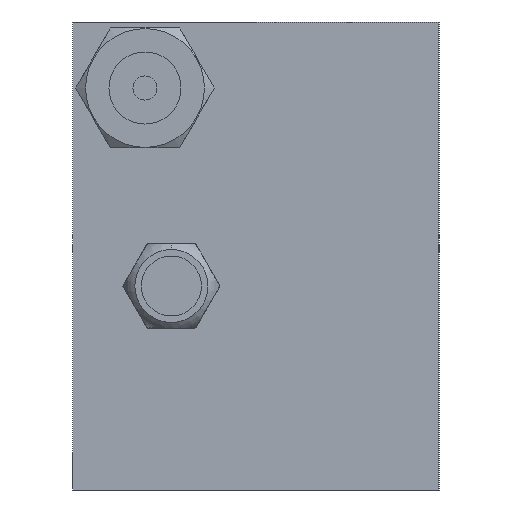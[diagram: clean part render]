
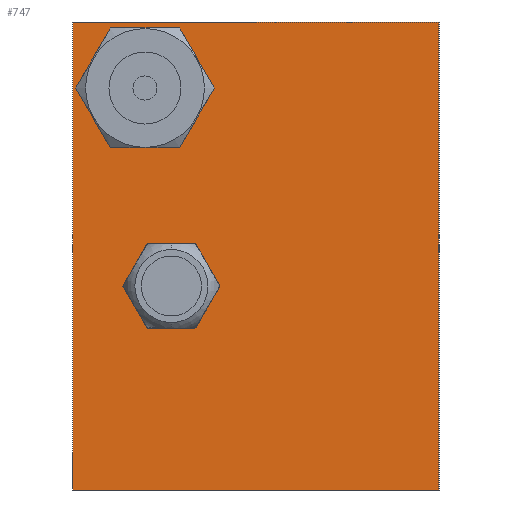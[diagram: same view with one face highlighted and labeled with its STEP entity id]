
A CAD part, left-side view. The second image highlights one B-rep face of the part: STEP entity #747.
In plain terms, the highlighted planar face has unit normal (-1, 0, 0).
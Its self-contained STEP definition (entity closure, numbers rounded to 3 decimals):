
#205 = CIRCLE ( 'NONE', #1044, 2.525 ) ;
#227 = LINE ( 'NONE', #6190, #242 ) ;
#242 = VECTOR ( 'NONE', #6172, 1000. ) ;
#247 = LINE ( 'NONE', #6063, #265 ) ;
#259 = CIRCLE ( 'NONE', #1036, 2.525 ) ;
#260 = CIRCLE ( 'NONE', #1035, 2.525 ) ;
#261 = LINE ( 'NONE', #6081, #263 ) ;
#262 = LINE ( 'NONE', #6077, #267 ) ;
#263 = VECTOR ( 'NONE', #6062, 1000. ) ;
#265 = VECTOR ( 'NONE', #6047, 1000. ) ;
#267 = VECTOR ( 'NONE', #6034, 1000. ) ;
#747 = ADVANCED_FACE ( 'NONE', ( #2663, #2659, #2662 ), #4647, .F. ) ;
#1035 = AXIS2_PLACEMENT_3D ( 'NONE', #6057, #6058, #6053 ) ;
#1036 = AXIS2_PLACEMENT_3D ( 'NONE', #6076, #6067, #6064 ) ;
#1044 = AXIS2_PLACEMENT_3D ( 'NONE', #1323, #1322, #1321 ) ;
#1057 = AXIS2_PLACEMENT_3D ( 'NONE', #1412, #1411, #1410 ) ;
#1321 = DIRECTION ( 'NONE',  ( 0., 0., 1. ) ) ;
#1322 = DIRECTION ( 'NONE',  ( -1., 0., 0. ) ) ;
#1323 = CARTESIAN_POINT ( 'NONE',  ( -33.976, 3.99, 22.196 ) ) ;
#1410 = DIRECTION ( 'NONE',  ( 0., 0., 1. ) ) ;
#1411 = DIRECTION ( 'NONE',  ( -1., 0., 0. ) ) ;
#1412 = CARTESIAN_POINT ( 'NONE',  ( -33.976, 6.19, 38.696 ) ) ;
#2105 = AXIS2_PLACEMENT_3D ( 'NONE', #4589, #4587, #4583 ) ;
#2348 = EDGE_CURVE ( 'NONE', #3848, #4149, #5317, .T. ) ;
#2374 = EDGE_CURVE ( 'NONE', #4050, #4057, #205, .T. ) ;
#2382 = EDGE_CURVE ( 'NONE', #4044, #4036, #227, .T. ) ;
#2394 = EDGE_CURVE ( 'NONE', #4149, #3848, #259, .T. ) ;
#2395 = EDGE_CURVE ( 'NONE', #4057, #4050, #260, .T. ) ;
#2396 = EDGE_CURVE ( 'NONE', #4003, #4045, #261, .T. ) ;
#2397 = EDGE_CURVE ( 'NONE', #4036, #4045, #247, .T. ) ;
#2398 = EDGE_CURVE ( 'NONE', #4044, #4003, #262, .T. ) ;
#2659 = FACE_BOUND ( 'NONE', #4130, .T. ) ;
#2662 = FACE_OUTER_BOUND ( 'NONE', #4104, .T. ) ;
#2663 = FACE_BOUND ( 'NONE', #3795, .T. ) ;
#3795 = EDGE_LOOP ( 'NONE', ( #5008, #5063 ) ) ;
#3848 = VERTEX_POINT ( 'NONE', #5645 ) ;
#4003 = VERTEX_POINT ( 'NONE', #5528 ) ;
#4036 = VERTEX_POINT ( 'NONE', #5510 ) ;
#4044 = VERTEX_POINT ( 'NONE', #5501 ) ;
#4045 = VERTEX_POINT ( 'NONE', #5497 ) ;
#4050 = VERTEX_POINT ( 'NONE', #5496 ) ;
#4057 = VERTEX_POINT ( 'NONE', #5493 ) ;
#4104 = EDGE_LOOP ( 'NONE', ( #4997, #4993, #5055, #4960 ) ) ;
#4130 = EDGE_LOOP ( 'NONE', ( #5157, #5156 ) ) ;
#4149 = VERTEX_POINT ( 'NONE', #5449 ) ;
#4583 = DIRECTION ( 'NONE',  ( 0., 0., -1. ) ) ;
#4587 = DIRECTION ( 'NONE',  ( 1., 0., 0. ) ) ;
#4589 = CARTESIAN_POINT ( 'NONE',  ( -33.976, -18.31, 44.196 ) ) ;
#4647 = PLANE ( 'NONE',  #2105 ) ;
#4960 = ORIENTED_EDGE ( 'NONE', *, *, #2398, .T. ) ;
#4993 = ORIENTED_EDGE ( 'NONE', *, *, #2397, .F. ) ;
#4997 = ORIENTED_EDGE ( 'NONE', *, *, #2396, .T. ) ;
#5008 = ORIENTED_EDGE ( 'NONE', *, *, #2394, .F. ) ;
#5055 = ORIENTED_EDGE ( 'NONE', *, *, #2382, .F. ) ;
#5063 = ORIENTED_EDGE ( 'NONE', *, *, #2348, .F. ) ;
#5156 = ORIENTED_EDGE ( 'NONE', *, *, #2374, .F. ) ;
#5157 = ORIENTED_EDGE ( 'NONE', *, *, #2395, .F. ) ;
#5317 = CIRCLE ( 'NONE', #1057, 2.525 ) ;
#5449 = CARTESIAN_POINT ( 'NONE',  ( -33.976, 6.19, 41.221 ) ) ;
#5493 = CARTESIAN_POINT ( 'NONE',  ( -33.976, 3.99, 24.721 ) ) ;
#5496 = CARTESIAN_POINT ( 'NONE',  ( -33.976, 3.99, 19.671 ) ) ;
#5497 = CARTESIAN_POINT ( 'NONE',  ( -33.976, -18.31, 5.196 ) ) ;
#5501 = CARTESIAN_POINT ( 'NONE',  ( -33.976, 12.19, 44.196 ) ) ;
#5510 = CARTESIAN_POINT ( 'NONE',  ( -33.976, -18.31, 44.196 ) ) ;
#5528 = CARTESIAN_POINT ( 'NONE',  ( -33.976, 12.19, 5.196 ) ) ;
#5645 = CARTESIAN_POINT ( 'NONE',  ( -33.976, 6.19, 36.171 ) ) ;
#6034 = DIRECTION ( 'NONE',  ( 0., 0., -1. ) ) ;
#6047 = DIRECTION ( 'NONE',  ( 0., 0., -1. ) ) ;
#6053 = DIRECTION ( 'NONE',  ( 0., 0., 1. ) ) ;
#6057 = CARTESIAN_POINT ( 'NONE',  ( -33.976, 3.99, 22.196 ) ) ;
#6058 = DIRECTION ( 'NONE',  ( -1., 0., 0. ) ) ;
#6062 = DIRECTION ( 'NONE',  ( 0., -1., 0. ) ) ;
#6063 = CARTESIAN_POINT ( 'NONE',  ( -33.976, -18.31, 44.196 ) ) ;
#6064 = DIRECTION ( 'NONE',  ( 0., 0., 1. ) ) ;
#6067 = DIRECTION ( 'NONE',  ( -1., 0., 0. ) ) ;
#6076 = CARTESIAN_POINT ( 'NONE',  ( -33.976, 6.19, 38.696 ) ) ;
#6077 = CARTESIAN_POINT ( 'NONE',  ( -33.976, 12.19, 44.196 ) ) ;
#6081 = CARTESIAN_POINT ( 'NONE',  ( -33.976, -18.31, 5.196 ) ) ;
#6172 = DIRECTION ( 'NONE',  ( 0., -1., 0. ) ) ;
#6190 = CARTESIAN_POINT ( 'NONE',  ( -33.976, -18.31, 44.196 ) ) ;
